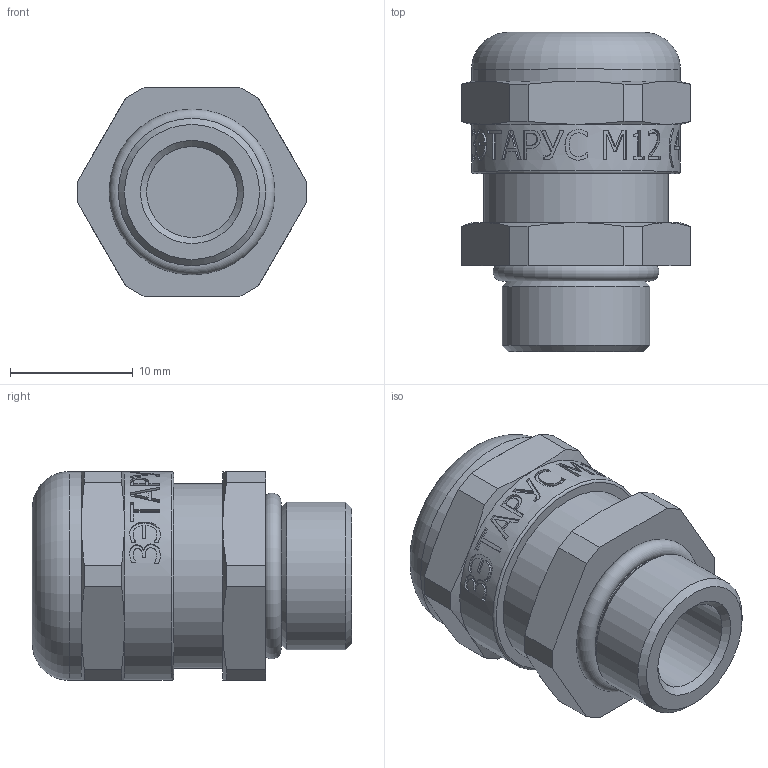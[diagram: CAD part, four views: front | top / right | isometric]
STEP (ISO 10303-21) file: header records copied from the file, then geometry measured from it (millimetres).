
FILE_DESCRIPTION(/* description */ (''),/* implementation_level */ '2;1');
FILE_NAME(/* name */ 'ЗЭТАРУС КВ М12 (4-8).stp',/* time_stamp */ '2021-03-03T16:47:09+07:00',/* author */ ('Борисов Е'),/* organization */ (''),/* preprocessor_version */ 'ST-DEVELOPER v17',/* originating_system */ 'Autodesk Inventor 2019',/* authorisation */ '');
FILE_SCHEMA (('AUTOMOTIVE_DESIGN { 1 0 10303 214 3 1 1 }'));
Length unit declared in the file: millimetre
Products named in the file (1): 22 КВ-М12 (4-8мм)
Bounding box: 18.63 x 26 x 17 mm (x, y, z)
Volume: 4652.3 mm3; surface area: 2037.4 mm2
Topology: 1 solids, 1 shells, 323 faces, 878 edges, 584 vertices
Faces by surface type: plane 144, bspline 125, cylinder 29, cone 21, torus 4
Full cylindrical faces by diameter (mm): 7.4 x1, 8 x1, 11 x1, 12 x1, 15 x1, 17 x2
Entity records: 13108 total; most frequent: CARTESIAN_POINT 5719, ORIENTED_EDGE 1756, DIRECTION 1160, EDGE_CURVE 878, VERTEX_POINT 584, AXIS2_PLACEMENT_3D 387, LINE 386, VECTOR 386
